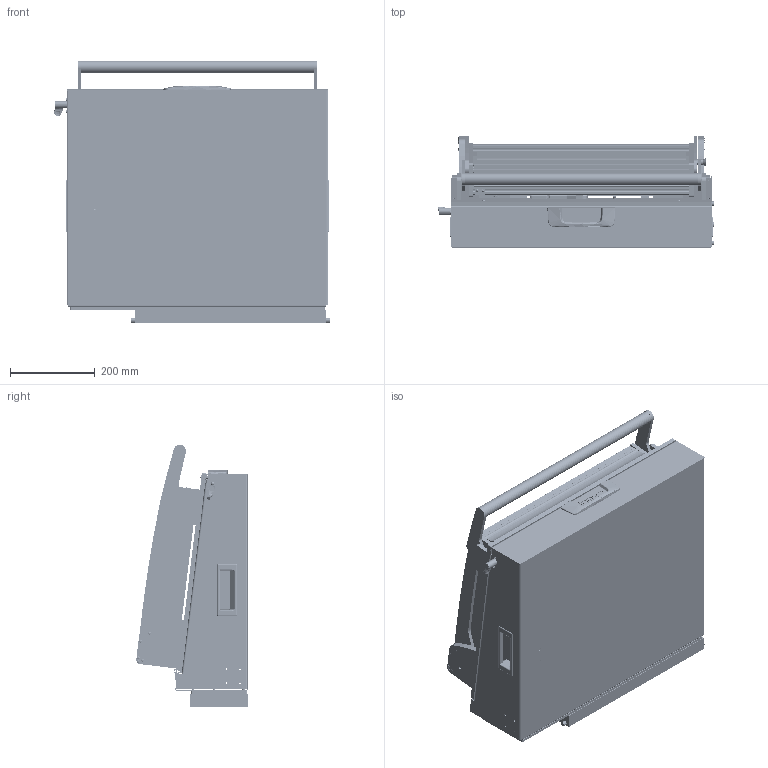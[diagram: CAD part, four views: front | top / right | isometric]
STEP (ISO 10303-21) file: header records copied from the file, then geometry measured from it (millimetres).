
FILE_DESCRIPTION (( 'STEP AP214' ), '1' );
FILE_NAME ('INGUN_37799.STEP', '2021-03-02T13:01:21', ( '' ), ( '' ), 'SwSTEP 2.0', 'SolidWorks 2018', '' );
FILE_SCHEMA (( 'AUTOMOTIVE_DESIGN' ));
Length unit declared in the file: millimetre
Products named in the file (109): 32171~0_S; 109954~0_KUNDE<S>; 38001~12; 109935~0_KUNDE<S>; 30758~0_S; 32724~1; 30758_01~0_S; 32339~4_S; 29805~4_geschlossen<S>; DIN7991~n_M05,0x025; DIN7991~n_M05,0x012; 32587~4_S; DIN6325~n_04,0m6x014; 110443~0_S; ISO7380~n_M05,0x008; 31666~1_S; 35097~0; 49317~0; 32333~12; 34328~1_S; 53032~0_S; DIN6325~n_03,0m6x010; DIN912~n_M04,0x030; 37968~2_S; DIN912~n_M04,0x020; 35151~0_S; 21332_01~0; 48726~2_S; ISO7380~n_M03,0x005; 31109~0; DIN125~n_04,3 M04,0; 53734~1_KUNDE<S>; DIN6325~n_04,0m6x012; 32500~3_KUNDE ohne RW und GF <S>; 2281~0; DIN125~n_06,4 M06,0 Fase; 8804~0; DIN6325~n_04,0m6x016; 37972~6_S; DIN985-A2~n_M05,0 ...
Assembly tree (244 placements, depth 6):
  INGUN_37799
    32500~3_KUNDE ohne RW und GF <S>
      32504~6_ohne RW und KF <S>
        32333~12
        21332~0_MA 2112<Standard>
          21332_02~0
          21332_01~0
        20902~0
        30758~0_S  x2
          30758_01~0_S
          30758_02~0_S
        53032~0_S
        32171~0_S
        32462~0_S
        29805~4_geschlossen<S>
          110322~4_S
          110705~1_S
          30984~0_S
          110231~1_S
          110443~0_S
          30112~0
          ISO7380~n_M05,0x030
          ISO7380~n_M04,0x008  x2
          DIN914~n_M04,0x05
        35334~0_S
        ISO7380~n_M04,0x012  x4
        DIN7991~n_M05,0x012  x2
        DIN7991~n_M05,0x016
        DIN985-A2~n_M05,0  x3
        8804~0
        DIN125~n_05,3 M05,0 Fase  x2
      37790~9_KUNDE<S>
        109771~0_S
          38001~12
          37968~2_S
          37971~8_S
          37972~6_S
          2281~0_180ø<Standard>  x3
            2281~0
          37188~1_S  x3
          53031~0_S
          35649~1_S
          35651~1_S
          31253~0_S
          30955~0_S
          30915~0
          ASR~-a-s-r_拱04,2x07x拌8  x2
          2528~0  x2
          31109~0
          37973~3_S
          38827~0_S
          31666~1_S
          48727~1_S
            48726~2_S
            DIN6325~n_04,0m6x012
            48565~1_S
            DIN912~n_M04,0x020  x2
            DIN125~n_06,4 M06,0 Fase
            DIN125~n_04,3 M04,0  x2
            49317~0
Bounding box: 649.09 x 262.5 x 617.87 mm (x, y, z)
Volume: 6908464.1 mm3; surface area: 3588597.8 mm2
Topology: 251 solids, 251 shells, 6428 faces, 16081 edges, 10249 vertices
Faces by surface type: cylinder 2887, plane 2268, cone 849, bspline 235, sphere 100, torus 89
Entity records: 136440 total; most frequent: CARTESIAN_POINT 31312, DIRECTION 20713, ORIENTED_EDGE 18948, EDGE_CURVE 9474, AXIS2_PLACEMENT_3D 7887, VERTEX_POINT 6110, VECTOR 4939, LINE 4939
